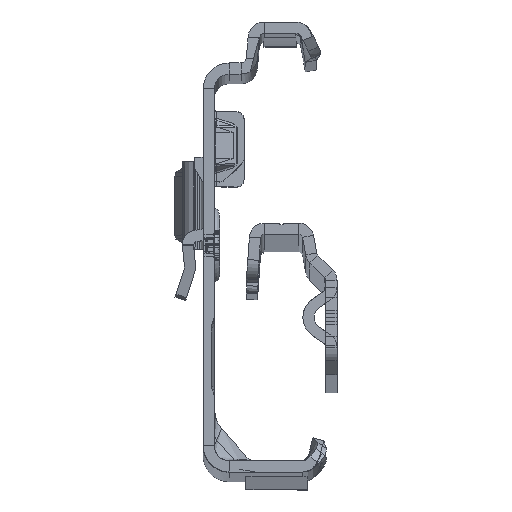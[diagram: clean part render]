
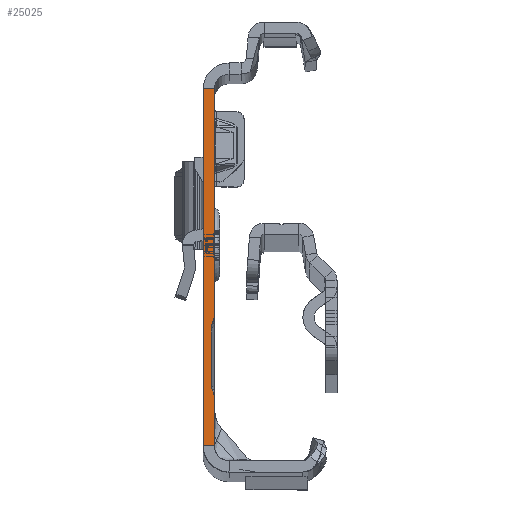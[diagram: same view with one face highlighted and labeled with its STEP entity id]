
A CAD part, top view. The second image highlights one B-rep face of the part: STEP entity #25025.
In plain terms, the highlighted planar face has unit normal (0, 0, 1).
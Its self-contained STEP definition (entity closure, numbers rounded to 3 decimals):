
#194 = EDGE_LOOP ( 'NONE', ( #19336, #21870, #8403, #1418, #9042, #4805, #26761, #2206, #5147, #4490, #14927, #512 ) ) ;
#491 = EDGE_CURVE ( 'NONE', #23613, #24525, #8809, .T. ) ;
#512 = ORIENTED_EDGE ( 'NONE', *, *, #17080, .F. ) ;
#696 = VERTEX_POINT ( 'NONE', #23942 ) ;
#1205 = LINE ( 'NONE', #23645, #26903 ) ;
#1418 = ORIENTED_EDGE ( 'NONE', *, *, #26577, .T. ) ;
#1837 = CARTESIAN_POINT ( 'NONE',  ( 0., -25.865, 0. ) ) ;
#2023 = FACE_OUTER_BOUND ( 'NONE', #194, .T. ) ;
#2206 = ORIENTED_EDGE ( 'NONE', *, *, #11573, .F. ) ;
#2400 = CARTESIAN_POINT ( 'NONE',  ( 0., -8.231, 0. ) ) ;
#2810 = CARTESIAN_POINT ( 'NONE',  ( -0.4, -9.865, 0. ) ) ;
#3164 = CARTESIAN_POINT ( 'NONE',  ( 0.6, -17.865, 0. ) ) ;
#3487 = DIRECTION ( 'NONE',  ( 1., 0., 0. ) ) ;
#3801 = VERTEX_POINT ( 'NONE', #15885 ) ;
#4028 = CARTESIAN_POINT ( 'NONE',  ( -0.4, -17.865, 0. ) ) ;
#4490 = ORIENTED_EDGE ( 'NONE', *, *, #491, .F. ) ;
#4508 = VECTOR ( 'NONE', #6762, 1000. ) ;
#4542 = VERTEX_POINT ( 'NONE', #14418 ) ;
#4597 = CARTESIAN_POINT ( 'NONE',  ( 0., 24.135, 0. ) ) ;
#4805 = ORIENTED_EDGE ( 'NONE', *, *, #15023, .F. ) ;
#4983 = AXIS2_PLACEMENT_3D ( 'NONE', #18552, #16064, #3487 ) ;
#5147 = ORIENTED_EDGE ( 'NONE', *, *, #26982, .F. ) ;
#5944 = EDGE_CURVE ( 'NONE', #10972, #4542, #16317, .T. ) ;
#6762 = DIRECTION ( 'NONE',  ( 0., -1., 0. ) ) ;
#7601 = CARTESIAN_POINT ( 'NONE',  ( 0., 22.135, 0. ) ) ;
#8398 = VECTOR ( 'NONE', #18420, 1000. ) ;
#8403 = ORIENTED_EDGE ( 'NONE', *, *, #5944, .T. ) ;
#8575 = LINE ( 'NONE', #4597, #11064 ) ;
#8809 = LINE ( 'NONE', #25606, #4508 ) ;
#9042 = ORIENTED_EDGE ( 'NONE', *, *, #20660, .F. ) ;
#9816 = LINE ( 'NONE', #20374, #21113 ) ;
#9943 = LINE ( 'NONE', #22982, #8398 ) ;
#10074 = CARTESIAN_POINT ( 'NONE',  ( 0., 24.135, 0. ) ) ;
#10939 = DIRECTION ( 'NONE',  ( 0., -1., 0. ) ) ;
#10972 = VERTEX_POINT ( 'NONE', #13429 ) ;
#11064 = VECTOR ( 'NONE', #19135, 1000. ) ;
#11573 = EDGE_CURVE ( 'NONE', #11961, #3801, #1205, .T. ) ;
#11683 = DIRECTION ( 'NONE',  ( 1., 0., 0. ) ) ;
#11961 = VERTEX_POINT ( 'NONE', #24840 ) ;
#12037 = VERTEX_POINT ( 'NONE', #2400 ) ;
#13230 = DIRECTION ( 'NONE',  ( 0.423, -0.906, 0. ) ) ;
#13429 = CARTESIAN_POINT ( 'NONE',  ( 0., 22.135, 0. ) ) ;
#13825 = CARTESIAN_POINT ( 'NONE',  ( -0.234, -9.288, 0. ) ) ;
#14418 = CARTESIAN_POINT ( 'NONE',  ( -1.5, 22.135, 0. ) ) ;
#14731 = AXIS2_PLACEMENT_3D ( 'NONE', #15942, #24415, #16342 ) ;
#14927 = ORIENTED_EDGE ( 'NONE', *, *, #17371, .F. ) ;
#15023 = EDGE_CURVE ( 'NONE', #23287, #17002, #16070, .T. ) ;
#15246 = EDGE_CURVE ( 'NONE', #12037, #19026, #21839, .T. ) ;
#15370 = AXIS2_PLACEMENT_3D ( 'NONE', #20345, #17985, #18123 ) ;
#15885 = CARTESIAN_POINT ( 'NONE',  ( -0.234, -18.442, 0. ) ) ;
#15942 = CARTESIAN_POINT ( 'NONE',  ( -2.5, -8.231, 0. ) ) ;
#16064 = DIRECTION ( 'NONE',  ( 0., 0., -1. ) ) ;
#16070 = LINE ( 'NONE', #10074, #20971 ) ;
#16317 = LINE ( 'NONE', #7601, #19329 ) ;
#16342 = DIRECTION ( 'NONE',  ( -1., 0., 0. ) ) ;
#17002 = VERTEX_POINT ( 'NONE', #1837 ) ;
#17080 = EDGE_CURVE ( 'NONE', #19026, #696, #9943, .T. ) ;
#17371 = EDGE_CURVE ( 'NONE', #696, #23613, #18922, .T. ) ;
#17648 = VERTEX_POINT ( 'NONE', #27370 ) ;
#17672 = CARTESIAN_POINT ( 'NONE',  ( 0., -19.499, 0. ) ) ;
#17985 = DIRECTION ( 'NONE',  ( 0., 0., 1. ) ) ;
#18123 = DIRECTION ( 'NONE',  ( -1., 0., 0. ) ) ;
#18420 = DIRECTION ( 'NONE',  ( -0.423, -0.906, 0. ) ) ;
#18552 = CARTESIAN_POINT ( 'NONE',  ( -2.5, -19.499, 0. ) ) ;
#18876 = CARTESIAN_POINT ( 'NONE',  ( -1.5, 24.135, 0. ) ) ;
#18922 = CIRCLE ( 'NONE', #15370, 1. ) ;
#19026 = VERTEX_POINT ( 'NONE', #13825 ) ;
#19129 = EDGE_CURVE ( 'NONE', #3801, #23287, #27100, .T. ) ;
#19135 = DIRECTION ( 'NONE',  ( 0., -1., 0. ) ) ;
#19329 = VECTOR ( 'NONE', #22293, 1000. ) ;
#19336 = ORIENTED_EDGE ( 'NONE', *, *, #15246, .F. ) ;
#19401 = AXIS2_PLACEMENT_3D ( 'NONE', #18876, #21363, #10939 ) ;
#19915 = VECTOR ( 'NONE', #22021, 1000. ) ;
#19962 = CARTESIAN_POINT ( 'NONE',  ( -1.5, 24.135, 0. ) ) ;
#20345 = CARTESIAN_POINT ( 'NONE',  ( 0.6, -9.865, 0. ) ) ;
#20374 = CARTESIAN_POINT ( 'NONE',  ( 0., -25.865, 0. ) ) ;
#20660 = EDGE_CURVE ( 'NONE', #17002, #17648, #9816, .T. ) ;
#20794 = CIRCLE ( 'NONE', #24806, 1. ) ;
#20971 = VECTOR ( 'NONE', #27140, 1000. ) ;
#21077 = PLANE ( 'NONE',  #19401 ) ;
#21113 = VECTOR ( 'NONE', #22177, 1000. ) ;
#21363 = DIRECTION ( 'NONE',  ( 0., 0., 1. ) ) ;
#21839 = CIRCLE ( 'NONE', #14731, 2.5 ) ;
#21870 = ORIENTED_EDGE ( 'NONE', *, *, #27271, .F. ) ;
#22021 = DIRECTION ( 'NONE',  ( 0., -1., 0. ) ) ;
#22177 = DIRECTION ( 'NONE',  ( -1., 0., 0. ) ) ;
#22251 = DIRECTION ( 'NONE',  ( 0., 0., 1. ) ) ;
#22293 = DIRECTION ( 'NONE',  ( -1., 0., 0. ) ) ;
#22982 = CARTESIAN_POINT ( 'NONE',  ( -0.234, -9.288, 0. ) ) ;
#23287 = VERTEX_POINT ( 'NONE', #17672 ) ;
#23613 = VERTEX_POINT ( 'NONE', #2810 ) ;
#23645 = CARTESIAN_POINT ( 'NONE',  ( -0.234, -18.442, 0. ) ) ;
#23942 = CARTESIAN_POINT ( 'NONE',  ( -0.306, -9.443, 0. ) ) ;
#24123 = LINE ( 'NONE', #19962, #19915 ) ;
#24415 = DIRECTION ( 'NONE',  ( 0., 0., -1. ) ) ;
#24525 = VERTEX_POINT ( 'NONE', #4028 ) ;
#24806 = AXIS2_PLACEMENT_3D ( 'NONE', #3164, #22251, #11683 ) ;
#24840 = CARTESIAN_POINT ( 'NONE',  ( -0.306, -18.288, 0. ) ) ;
#25025 = ADVANCED_FACE ( 'NONE', ( #2023 ), #21077, .T. ) ;
#25606 = CARTESIAN_POINT ( 'NONE',  ( -0.4, -9.865, 0. ) ) ;
#26577 = EDGE_CURVE ( 'NONE', #4542, #17648, #24123, .T. ) ;
#26761 = ORIENTED_EDGE ( 'NONE', *, *, #19129, .F. ) ;
#26903 = VECTOR ( 'NONE', #13230, 1000. ) ;
#26982 = EDGE_CURVE ( 'NONE', #24525, #11961, #20794, .T. ) ;
#27100 = CIRCLE ( 'NONE', #4983, 2.5 ) ;
#27140 = DIRECTION ( 'NONE',  ( 0., -1., 0. ) ) ;
#27271 = EDGE_CURVE ( 'NONE', #10972, #12037, #8575, .T. ) ;
#27370 = CARTESIAN_POINT ( 'NONE',  ( -1.5, -25.865, 0. ) ) ;
